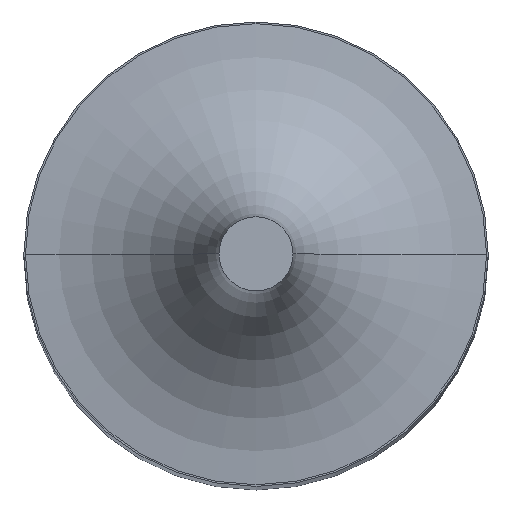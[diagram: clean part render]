
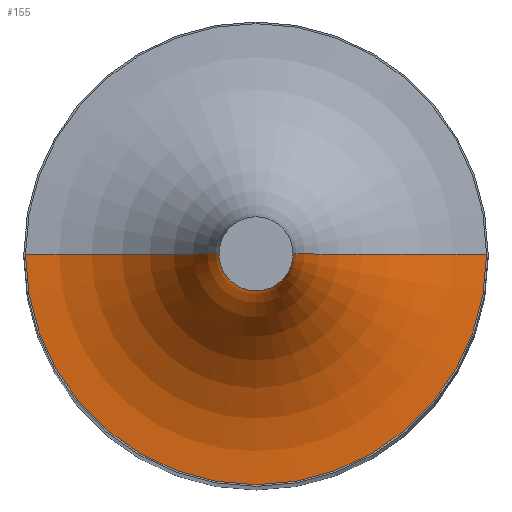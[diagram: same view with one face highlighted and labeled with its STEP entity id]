
A CAD part, top view. The second image highlights one B-rep face of the part: STEP entity #155.
In plain terms, the highlighted toroidal (fillet/blend) face has major radius 9.457 mm and minor radius 7.938 mm.
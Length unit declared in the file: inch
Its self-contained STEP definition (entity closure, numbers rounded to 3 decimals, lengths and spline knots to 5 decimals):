
#6 = FACE_OUTER_BOUND ( 'NONE', #294, .T. ) ;
#22 = DIRECTION ( 'NONE',  ( -1., 0., 0. ) ) ;
#23 = CARTESIAN_POINT ( 'NONE',  ( 0.37233, 0., 3.6775 ) ) ;
#25 = CARTESIAN_POINT ( 'NONE',  ( -0.37233, 0., 3.99 ) ) ;
#29 = VERTEX_POINT ( 'NONE', #23 ) ;
#49 = CARTESIAN_POINT ( 'NONE',  ( 0., 0., 3.6775 ) ) ;
#50 = DIRECTION ( 'NONE',  ( 0., 0., -1. ) ) ;
#66 = EDGE_CURVE ( 'NONE', #356, #280, #156, .T. ) ;
#72 = DIRECTION ( 'NONE',  ( 0., -1., 0. ) ) ;
#88 = ORIENTED_EDGE ( 'NONE', *, *, #396, .T. ) ;
#98 = DIRECTION ( 'NONE',  ( 1., 0., 0. ) ) ;
#108 = DIRECTION ( 'NONE',  ( 0., 0., -1. ) ) ;
#129 = DIRECTION ( 'NONE',  ( 0., 0., 1. ) ) ;
#133 = CARTESIAN_POINT ( 'NONE',  ( 0.37233, 0., 3.99 ) ) ;
#135 = TOROIDAL_SURFACE ( 'NONE', #370, 0.37233, 0.3125 ) ;
#136 = CARTESIAN_POINT ( 'NONE',  ( 0., 0., 3.99 ) ) ;
#143 = AXIS2_PLACEMENT_3D ( 'NONE', #408, #50, #243 ) ;
#155 = ADVANCED_FACE ( 'NONE', ( #6 ), #135, .F. ) ;
#156 = CIRCLE ( 'NONE', #143, 0.05983 ) ;
#159 = EDGE_CURVE ( 'NONE', #356, #29, #213, .T. ) ;
#183 = ORIENTED_EDGE ( 'NONE', *, *, #159, .F. ) ;
#186 = AXIS2_PLACEMENT_3D ( 'NONE', #49, #108, #22 ) ;
#199 = VERTEX_POINT ( 'NONE', #261 ) ;
#204 = CARTESIAN_POINT ( 'NONE',  ( 0.05983, 0., 3.99 ) ) ;
#213 = CIRCLE ( 'NONE', #350, 0.3125 ) ;
#221 = AXIS2_PLACEMENT_3D ( 'NONE', #25, #239, #276 ) ;
#239 = DIRECTION ( 'NONE',  ( 0., 1., 0. ) ) ;
#243 = DIRECTION ( 'NONE',  ( -1., 0., 0. ) ) ;
#261 = CARTESIAN_POINT ( 'NONE',  ( -0.37233, 0., 3.6775 ) ) ;
#276 = DIRECTION ( 'NONE',  ( 0., 0., 1. ) ) ;
#280 = VERTEX_POINT ( 'NONE', #388 ) ;
#286 = DIRECTION ( 'NONE',  ( -1., 0., 0. ) ) ;
#294 = EDGE_LOOP ( 'NONE', ( #183, #387, #88, #365 ) ) ;
#314 = EDGE_CURVE ( 'NONE', #29, #199, #316, .T. ) ;
#316 = CIRCLE ( 'NONE', #186, 0.37233 ) ;
#350 = AXIS2_PLACEMENT_3D ( 'NONE', #133, #72, #98 ) ;
#356 = VERTEX_POINT ( 'NONE', #204 ) ;
#365 = ORIENTED_EDGE ( 'NONE', *, *, #314, .F. ) ;
#370 = AXIS2_PLACEMENT_3D ( 'NONE', #136, #129, #286 ) ;
#387 = ORIENTED_EDGE ( 'NONE', *, *, #66, .T. ) ;
#388 = CARTESIAN_POINT ( 'NONE',  ( -0.05983, 0., 3.99 ) ) ;
#396 = EDGE_CURVE ( 'NONE', #280, #199, #406, .T. ) ;
#406 = CIRCLE ( 'NONE', #221, 0.3125 ) ;
#408 = CARTESIAN_POINT ( 'NONE',  ( 0., 0., 3.99 ) ) ;
